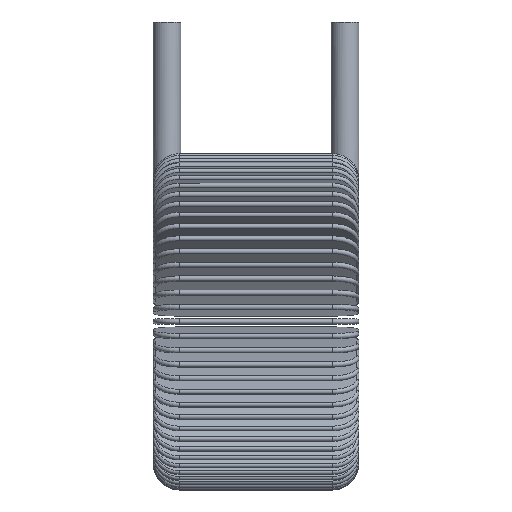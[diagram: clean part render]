
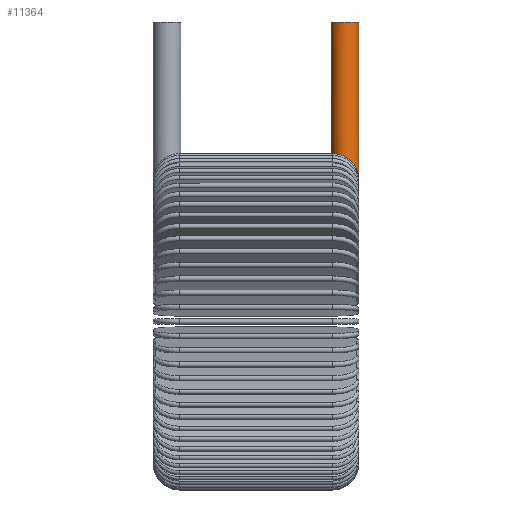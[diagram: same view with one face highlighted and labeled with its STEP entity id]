
A CAD part, left-side view. The second image highlights one B-rep face of the part: STEP entity #11364.
In plain terms, the highlighted cylindrical face has radius 0.673 mm (diameter 1.346 mm), a partial arc.
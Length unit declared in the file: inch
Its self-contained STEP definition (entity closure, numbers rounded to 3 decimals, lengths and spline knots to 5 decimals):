
#10441=CARTESIAN_POINT('',(0.,0.0265,0.2595));
#10442=DIRECTION('',(0.,0.,1.));
#10443=DIRECTION('',(-0.667,-0.745,0.));
#10444=AXIS2_PLACEMENT_3D('',#10441,#10442,#10443);
#10446=CARTESIAN_POINT('',(0.,0.0265,0.2595));
#10447=DIRECTION('',(0.,0.,1.));
#10448=DIRECTION('',(-0.189,0.982,0.));
#10449=AXIS2_PLACEMENT_3D('',#10446,#10447,#10448);
#10485=CARTESIAN_POINT('',(-0.01768,0.04624,0.2595));
#10486=CARTESIAN_POINT('',(-0.0193,0.04479,
0.27796));
#10487=CARTESIAN_POINT('',(-0.02091,0.04306,
0.29638));
#10488=CARTESIAN_POINT('',(-0.02251,0.04048,
0.31472));
#10550=CARTESIAN_POINT('',(-0.02041,0.0096,
0.29064));
#10551=CARTESIAN_POINT('',(-0.0195,0.0085,
0.28027));
#10552=CARTESIAN_POINT('',(-0.01859,0.00758,
0.26989));
#10553=CARTESIAN_POINT('',(-0.01768,0.00676,0.2595));
#10555=DIRECTION('',(0.,0.,1.));
#10556=VECTOR('',#10555,0.25);
#10557=CARTESIAN_POINT('',(0.,0.053,0.3215));
#10558=LINE('',#10557,#10556);
#10597=DIRECTION('',(0.,0.,1.));
#10598=VECTOR('',#10597,0.057);
#10599=CARTESIAN_POINT('',(-0.005,0.05252,0.2595));
#10600=LINE('',#10599,#10598);
#10658=DIRECTION('',(0.,0.,1.));
#10659=VECTOR('',#10658,0.312);
#10660=CARTESIAN_POINT('',(0.,0.,0.2595));
#10661=LINE('',#10660,#10659);
#10838=CARTESIAN_POINT('',(0.,0.053,0.3215));
#10839=CARTESIAN_POINT('',(-0.0004,0.053,0.3215));
#10840=CARTESIAN_POINT('',(-0.00119,0.05298,
0.3214));
#10841=CARTESIAN_POINT('',(-0.00227,0.05291,
0.321));
#10842=CARTESIAN_POINT('',(-0.0032,0.05281,
0.3204));
#10843=CARTESIAN_POINT('',(-0.00396,0.05271,
0.31962));
#10844=CARTESIAN_POINT('',(-0.00455,0.05261,
0.31868));
#10845=CARTESIAN_POINT('',(-0.00492,0.05254,
0.31761));
#10846=CARTESIAN_POINT('',(-0.005,0.05252,0.31687));
#10847=CARTESIAN_POINT('',(-0.005,0.05252,0.3165));
#10863=CARTESIAN_POINT('',(0.,0.0265,0.5715));
#10864=DIRECTION('',(0.,0.,1.));
#10865=DIRECTION('',(0.,1.,0.));
#10866=AXIS2_PLACEMENT_3D('',#10863,#10864,#10865);
#10943=CARTESIAN_POINT('',(-0.02251,0.04048,
0.31472));
#10944=CARTESIAN_POINT('',(-0.02254,0.04043,
0.31502));
#10945=CARTESIAN_POINT('',(-0.02264,0.04027,
0.31557));
#10946=CARTESIAN_POINT('',(-0.02293,0.03979,
0.31628));
#10947=CARTESIAN_POINT('',(-0.02331,0.03912,
0.31684));
#10948=CARTESIAN_POINT('',(-0.02377,0.03823,
0.31724));
#10949=CARTESIAN_POINT('',(-0.02426,0.03718,
0.31747));
#10950=CARTESIAN_POINT('',(-0.02478,0.03593,
0.31752));
#10951=CARTESIAN_POINT('',(-0.02526,0.03456,
0.31738));
#10952=CARTESIAN_POINT('',(-0.02569,0.03308,
0.31707));
#10953=CARTESIAN_POINT('',(-0.02605,0.03146,
0.31659));
#10954=CARTESIAN_POINT('',(-0.02633,0.02969,
0.31592));
#10955=CARTESIAN_POINT('',(-0.0265,0.02775,
0.31506));
#10956=CARTESIAN_POINT('',(-0.02652,0.02567,
0.31398));
#10957=CARTESIAN_POINT('',(-0.02636,0.02344,
0.31267));
#10958=CARTESIAN_POINT('',(-0.02597,0.02105,
0.31104));
#10959=CARTESIAN_POINT('',(-0.02532,0.01855,
0.30902));
#10960=CARTESIAN_POINT('',(-0.02439,0.01602,
0.30648));
#10961=CARTESIAN_POINT('',(-0.02322,0.01365,
0.3033));
#10962=CARTESIAN_POINT('',(-0.02198,0.01164,
0.29942));
#10963=CARTESIAN_POINT('',(-0.02093,0.01023,
0.29495));
#10964=CARTESIAN_POINT('',(-0.02054,0.00975,
0.29209));
#10965=CARTESIAN_POINT('',(-0.02041,0.0096,
0.29064));
#11157=CARTESIAN_POINT('',(0.,0.053,0.5715));
#11158=CARTESIAN_POINT('',(0.,0.,0.5715));
#11159=VERTEX_POINT('',#11157);
#11160=VERTEX_POINT('',#11158);
#11163=CARTESIAN_POINT('',(0.,0.,0.2595));
#11164=VERTEX_POINT('',#11163);
#11165=CARTESIAN_POINT('',(-0.01768,0.00676,0.2595));
#11166=CARTESIAN_POINT('',(-0.01768,0.04624,0.2595));
#11167=VERTEX_POINT('',#11165);
#11168=VERTEX_POINT('',#11166);
#11175=VERTEX_POINT('',#10488);
#11176=VERTEX_POINT('',#10550);
#11190=CARTESIAN_POINT('',(-0.005,0.05252,0.2595));
#11192=VERTEX_POINT('',#11190);
#11199=CARTESIAN_POINT('',(-0.005,0.05252,0.3165));
#11200=VERTEX_POINT('',#11199);
#11214=VERTEX_POINT('',#10838);
#11341=CARTESIAN_POINT('',(0.,0.0265,0.2595));
#11342=DIRECTION('',(0.,0.,1.));
#11343=DIRECTION('',(0.,1.,0.));
#11344=AXIS2_PLACEMENT_3D('',#11341,#11342,#11343);
#11345=CYLINDRICAL_SURFACE('',#11344,0.0265);
#11346=ORIENTED_EDGE('',*,*,#11309,.F.);
#11347=ORIENTED_EDGE('',*,*,#11246,.F.);
#11349=ORIENTED_EDGE('',*,*,#11348,.T.);
#11351=ORIENTED_EDGE('',*,*,#11350,.F.);
#11353=ORIENTED_EDGE('',*,*,#11352,.T.);
#11355=ORIENTED_EDGE('',*,*,#11354,.T.);
#11357=ORIENTED_EDGE('',*,*,#11356,.F.);
#11358=ORIENTED_EDGE('',*,*,#11240,.F.);
#11359=ORIENTED_EDGE('',*,*,#11336,.F.);
#11361=ORIENTED_EDGE('',*,*,#11360,.F.);
#11362=EDGE_LOOP('',(#11346,#11347,#11349,#11351,#11353,#11355,#11357,#11358,
#11359,#11361));
#11363=FACE_OUTER_BOUND('',#11362,.F.);
#10445=CIRCLE('',#10444,0.0265);
#10450=CIRCLE('',#10449,0.0265);
#10489=B_SPLINE_CURVE_WITH_KNOTS('',3,(#10485,#10486,#10487,#10488),
.UNSPECIFIED.,.F.,.F.,(4,4),(0.,1.),.UNSPECIFIED.);
#10554=B_SPLINE_CURVE_WITH_KNOTS('',3,(#10550,#10551,#10552,#10553),
.UNSPECIFIED.,.F.,.F.,(4,4),(0.,1.),.UNSPECIFIED.);
#10848=B_SPLINE_CURVE_WITH_KNOTS('',3,(#10838,#10839,#10840,#10841,#10842,
#10843,#10844,#10845,#10846,#10847),.UNSPECIFIED.,.F.,.F.,(4,1,1,1,1,1,1,4),(
0.,0.14286,0.28571,0.42857,0.57143,
0.71429,0.85714,1.),.UNSPECIFIED.);
#10867=CIRCLE('',#10866,0.0265);
#10966=B_SPLINE_CURVE_WITH_KNOTS('',3,(#10943,#10944,#10945,#10946,#10947,
#10948,#10949,#10950,#10951,#10952,#10953,#10954,#10955,#10956,#10957,#10958,
#10959,#10960,#10961,#10962,#10963,#10964,#10965),.UNSPECIFIED.,.F.,.F.,(4,1,1,
1,1,1,1,1,1,1,1,1,1,1,1,1,1,1,1,1,4),(0.,0.05,0.1,0.15,0.2,0.25,
0.3,0.35,0.4,0.45,0.5,0.55,0.6,0.65,0.7,0.75,0.8,0.85,
0.9,0.95,1.),.UNSPECIFIED.);
#11240=EDGE_CURVE('',#11167,#11164,#10445,.T.);
#11246=EDGE_CURVE('',#11192,#11168,#10450,.T.);
#11309=EDGE_CURVE('',#11168,#11175,#10489,.T.);
#11336=EDGE_CURVE('',#11176,#11167,#10554,.T.);
#11348=EDGE_CURVE('',#11192,#11200,#10600,.T.);
#11350=EDGE_CURVE('',#11214,#11200,#10848,.T.);
#11352=EDGE_CURVE('',#11214,#11159,#10558,.T.);
#11354=EDGE_CURVE('',#11159,#11160,#10867,.T.);
#11356=EDGE_CURVE('',#11164,#11160,#10661,.T.);
#11360=EDGE_CURVE('',#11175,#11176,#10966,.T.);
#11364=ADVANCED_FACE('',(#11363),#11345,.T.);
